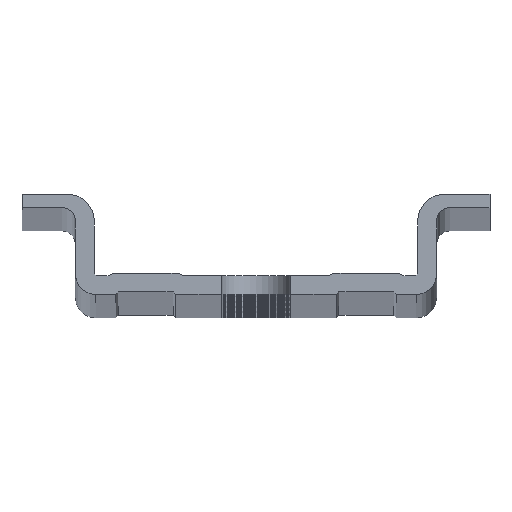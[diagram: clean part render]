
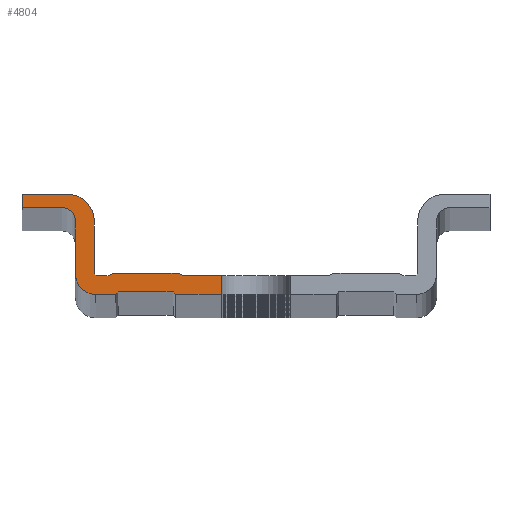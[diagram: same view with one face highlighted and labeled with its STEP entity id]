
A CAD part, top view. The second image highlights one B-rep face of the part: STEP entity #4804.
In plain terms, the highlighted planar face has unit normal (0, 0, 1).
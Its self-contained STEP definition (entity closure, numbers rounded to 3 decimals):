
#1669=DIRECTION('',(0.,1.,0.));
#1670=VECTOR('',#1669,1.4);
#1671=CARTESIAN_POINT('',(-2.6,-3.75,500.));
#1672=LINE('',#1671,#1670);
#1673=DIRECTION('',(1.,0.,0.));
#1674=VECTOR('',#1673,3.4);
#1675=CARTESIAN_POINT('',(-6.,-3.75,500.));
#1676=LINE('',#1675,#1674);
#1677=DIRECTION('',(0.707,-0.707,0.));
#1678=VECTOR('',#1677,0.283);
#1679=CARTESIAN_POINT('',(-6.2,-3.55,500.));
#1680=LINE('',#1679,#1678);
#1681=DIRECTION('',(1.,0.,0.));
#1682=VECTOR('',#1681,4.1);
#1683=CARTESIAN_POINT('',(-10.3,-3.55,500.));
#1684=LINE('',#1683,#1682);
#1685=DIRECTION('',(0.707,0.707,0.));
#1686=VECTOR('',#1685,0.283);
#1687=CARTESIAN_POINT('',(-10.5,-3.75,500.));
#1688=LINE('',#1687,#1686);
#1689=DIRECTION('',(1.,0.,0.));
#1690=VECTOR('',#1689,1.5);
#1691=CARTESIAN_POINT('',(-12.,-3.75,500.));
#1692=LINE('',#1691,#1690);
#1693=CARTESIAN_POINT('',(-12.,-2.25,500.));
#1694=DIRECTION('',(0.,0.,1.));
#1695=DIRECTION('',(-1.,0.,0.));
#1696=AXIS2_PLACEMENT_3D('',#1693,#1694,#1695);
#1698=DIRECTION('',(0.,-1.,0.));
#1699=VECTOR('',#1698,4.);
#1700=CARTESIAN_POINT('',(-13.5,1.75,500.));
#1701=LINE('',#1700,#1699);
#1702=CARTESIAN_POINT('',(-14.5,1.75,500.));
#1703=DIRECTION('',(0.,0.,-1.));
#1704=DIRECTION('',(0.,1.,0.));
#1705=AXIS2_PLACEMENT_3D('',#1702,#1703,#1704);
#1707=DIRECTION('',(1.,0.,0.));
#1708=VECTOR('',#1707,3.);
#1709=CARTESIAN_POINT('',(-17.5,2.75,500.));
#1710=LINE('',#1709,#1708);
#1711=DIRECTION('',(0.,-1.,0.));
#1712=VECTOR('',#1711,1.);
#1713=CARTESIAN_POINT('',(-17.5,3.75,500.));
#1714=LINE('',#1713,#1712);
#1715=DIRECTION('',(-1.,0.,0.));
#1716=VECTOR('',#1715,3.4);
#1717=CARTESIAN_POINT('',(-14.1,3.75,500.));
#1718=LINE('',#1717,#1716);
#1719=CARTESIAN_POINT('',(-14.1,1.75,500.));
#1720=DIRECTION('',(0.,0.,1.));
#1721=DIRECTION('',(1.,0.,0.));
#1722=AXIS2_PLACEMENT_3D('',#1719,#1720,#1721);
#1724=DIRECTION('',(0.,1.,0.));
#1725=VECTOR('',#1724,3.8);
#1726=CARTESIAN_POINT('',(-12.1,-2.05,500.));
#1727=LINE('',#1726,#1725);
#1728=CARTESIAN_POINT('',(-11.8,-2.05,500.));
#1729=DIRECTION('',(0.,0.,-1.));
#1730=DIRECTION('',(0.,-1.,0.));
#1731=AXIS2_PLACEMENT_3D('',#1728,#1729,#1730);
#1733=DIRECTION('',(-1.,-0.027,0.));
#1734=VECTOR('',#1733,0.736);
#1735=CARTESIAN_POINT('',(-11.064,-2.33,500.));
#1736=LINE('',#1735,#1734);
#1737=CARTESIAN_POINT('',(-10.673,-2.15,500.));
#1738=CARTESIAN_POINT('',(-10.717,-2.15,500.));
#1739=CARTESIAN_POINT('',(-10.804,-2.162,500.));
#1740=CARTESIAN_POINT('',(-10.923,-2.211,500.));
#1741=CARTESIAN_POINT('',(-11.001,-2.267,500.));
#1742=CARTESIAN_POINT('',(-11.064,-2.33,500.));
#1744=DIRECTION('',(-1.,0.,0.));
#1745=VECTOR('',#1744,4.846);
#1746=CARTESIAN_POINT('',(-5.827,-2.15,500.));
#1747=LINE('',#1746,#1745);
#1748=CARTESIAN_POINT('',(-5.436,-2.33,500.));
#1749=CARTESIAN_POINT('',(-5.499,-2.267,500.));
#1750=CARTESIAN_POINT('',(-5.577,-2.211,500.));
#1751=CARTESIAN_POINT('',(-5.696,-2.162,500.));
#1752=CARTESIAN_POINT('',(-5.783,-2.15,500.));
#1753=CARTESIAN_POINT('',(-5.827,-2.15,500.));
#1755=DIRECTION('',(-1.,0.007,0.));
#1756=VECTOR('',#1755,2.836);
#1757=CARTESIAN_POINT('',(-2.6,-2.35,500.));
#1758=LINE('',#1757,#1756);
#2076=CARTESIAN_POINT('',(-13.5,1.75,500.));
#2077=CARTESIAN_POINT('',(-13.5,-2.25,500.));
#2078=VERTEX_POINT('',#2076);
#2079=VERTEX_POINT('',#2077);
#2080=CARTESIAN_POINT('',(-12.,-3.75,500.));
#2081=VERTEX_POINT('',#2080);
#2082=CARTESIAN_POINT('',(-10.5,-3.75,500.));
#2083=VERTEX_POINT('',#2082);
#2084=CARTESIAN_POINT('',(-10.3,-3.55,500.));
#2085=VERTEX_POINT('',#2084);
#2086=CARTESIAN_POINT('',(-6.2,-3.55,500.));
#2087=VERTEX_POINT('',#2086);
#2088=CARTESIAN_POINT('',(-6.,-3.75,500.));
#2089=VERTEX_POINT('',#2088);
#2124=VERTEX_POINT('',#1748);
#2125=VERTEX_POINT('',#1753);
#2126=CARTESIAN_POINT('',(-10.673,-2.15,500.));
#2127=VERTEX_POINT('',#2126);
#2128=VERTEX_POINT('',#1742);
#2129=CARTESIAN_POINT('',(-11.8,-2.35,500.));
#2130=VERTEX_POINT('',#2129);
#2131=CARTESIAN_POINT('',(-12.1,-2.05,500.));
#2132=VERTEX_POINT('',#2131);
#2133=CARTESIAN_POINT('',(-12.1,1.75,500.));
#2134=VERTEX_POINT('',#2133);
#2135=CARTESIAN_POINT('',(-14.1,3.75,500.));
#2136=VERTEX_POINT('',#2135);
#2137=CARTESIAN_POINT('',(-17.5,3.75,500.));
#2138=VERTEX_POINT('',#2137);
#2139=CARTESIAN_POINT('',(-17.5,2.75,500.));
#2140=VERTEX_POINT('',#2139);
#2141=CARTESIAN_POINT('',(-14.5,2.75,500.));
#2142=VERTEX_POINT('',#2141);
#2599=CARTESIAN_POINT('',(-2.6,-3.75,500.));
#2600=CARTESIAN_POINT('',(-2.6,-2.35,500.));
#2601=VERTEX_POINT('',#2599);
#2602=VERTEX_POINT('',#2600);
#4760=CARTESIAN_POINT('',(0.,0.,500.));
#4761=DIRECTION('',(0.,0.,1.));
#4762=DIRECTION('',(1.,0.,0.));
#4763=AXIS2_PLACEMENT_3D('',#4760,#4761,#4762);
#4764=PLANE('',#4763);
#4765=ORIENTED_EDGE('',*,*,#4728,.F.);
#4766=ORIENTED_EDGE('',*,*,#2742,.F.);
#4768=ORIENTED_EDGE('',*,*,#4767,.F.);
#4770=ORIENTED_EDGE('',*,*,#4769,.F.);
#4772=ORIENTED_EDGE('',*,*,#4771,.F.);
#4774=ORIENTED_EDGE('',*,*,#4773,.F.);
#4776=ORIENTED_EDGE('',*,*,#4775,.F.);
#4778=ORIENTED_EDGE('',*,*,#4777,.F.);
#4780=ORIENTED_EDGE('',*,*,#4779,.F.);
#4782=ORIENTED_EDGE('',*,*,#4781,.F.);
#4784=ORIENTED_EDGE('',*,*,#4783,.F.);
#4786=ORIENTED_EDGE('',*,*,#4785,.F.);
#4788=ORIENTED_EDGE('',*,*,#4787,.F.);
#4790=ORIENTED_EDGE('',*,*,#4789,.F.);
#4792=ORIENTED_EDGE('',*,*,#4791,.F.);
#4794=ORIENTED_EDGE('',*,*,#4793,.F.);
#4796=ORIENTED_EDGE('',*,*,#4795,.F.);
#4798=ORIENTED_EDGE('',*,*,#4797,.F.);
#4800=ORIENTED_EDGE('',*,*,#4799,.F.);
#4801=ORIENTED_EDGE('',*,*,#3080,.F.);
#4802=EDGE_LOOP('',(#4765,#4766,#4768,#4770,#4772,#4774,#4776,#4778,#4780,#4782,
#4784,#4786,#4788,#4790,#4792,#4794,#4796,#4798,#4800,#4801));
#4803=FACE_OUTER_BOUND('',#4802,.F.);
#1697=CIRCLE('',#1696,1.5);
#1706=CIRCLE('',#1705,1.);
#1723=CIRCLE('',#1722,2.);
#1732=CIRCLE('',#1731,0.3);
#1743=B_SPLINE_CURVE_WITH_KNOTS('',3,(#1737,#1738,#1739,#1740,#1741,#1742),
.UNSPECIFIED.,.F.,.F.,(4,1,1,4),(0.,0.333,0.667,1.),
.UNSPECIFIED.);
#1754=B_SPLINE_CURVE_WITH_KNOTS('',3,(#1748,#1749,#1750,#1751,#1752,#1753),
.UNSPECIFIED.,.F.,.F.,(4,1,1,4),(0.,0.333,0.667,1.),
.UNSPECIFIED.);
#2742=EDGE_CURVE('',#2089,#2601,#1676,.T.);
#3080=EDGE_CURVE('',#2602,#2124,#1758,.T.);
#4728=EDGE_CURVE('',#2601,#2602,#1672,.T.);
#4767=EDGE_CURVE('',#2087,#2089,#1680,.T.);
#4769=EDGE_CURVE('',#2085,#2087,#1684,.T.);
#4771=EDGE_CURVE('',#2083,#2085,#1688,.T.);
#4773=EDGE_CURVE('',#2081,#2083,#1692,.T.);
#4775=EDGE_CURVE('',#2079,#2081,#1697,.T.);
#4777=EDGE_CURVE('',#2078,#2079,#1701,.T.);
#4779=EDGE_CURVE('',#2142,#2078,#1706,.T.);
#4781=EDGE_CURVE('',#2140,#2142,#1710,.T.);
#4783=EDGE_CURVE('',#2138,#2140,#1714,.T.);
#4785=EDGE_CURVE('',#2136,#2138,#1718,.T.);
#4787=EDGE_CURVE('',#2134,#2136,#1723,.T.);
#4789=EDGE_CURVE('',#2132,#2134,#1727,.T.);
#4791=EDGE_CURVE('',#2130,#2132,#1732,.T.);
#4793=EDGE_CURVE('',#2128,#2130,#1736,.T.);
#4795=EDGE_CURVE('',#2127,#2128,#1743,.T.);
#4797=EDGE_CURVE('',#2125,#2127,#1747,.T.);
#4799=EDGE_CURVE('',#2124,#2125,#1754,.T.);
#4804=ADVANCED_FACE('',(#4803),#4764,.T.);
